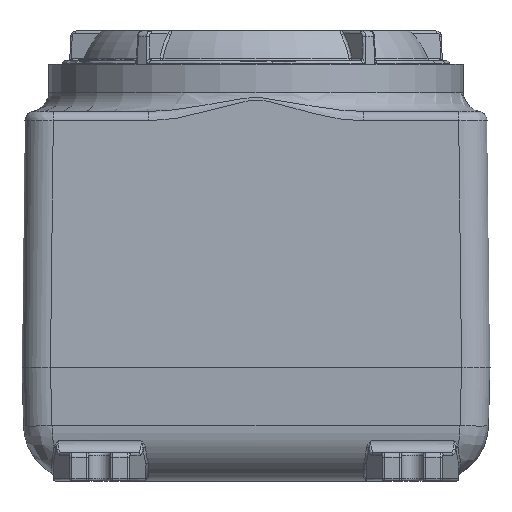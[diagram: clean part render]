
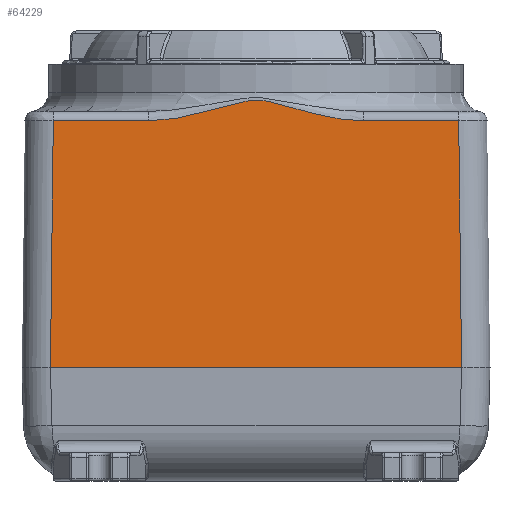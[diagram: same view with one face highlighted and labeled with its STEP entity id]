
A CAD part, front view. The second image highlights one B-rep face of the part: STEP entity #64229.
In plain terms, the highlighted planar face has unit normal (0, -1, 0.012).
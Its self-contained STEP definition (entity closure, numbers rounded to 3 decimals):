
#3426=B_SPLINE_CURVE_WITH_KNOTS('',3,(#125067,#125068,#125069,#125070,#125071,
#125072,#125073,#125074,#125075,#125076,#125077,#125078,#125079,#125080,
#125081,#125082,#125083),.UNSPECIFIED.,.F.,.F.,(4,1,1,1,1,1,1,1,1,1,1,1,
1,1,4),(-14.719,-13.667,-12.616,-10.513,
-9.462,-8.411,-7.71,-7.009,
-6.308,-5.607,-4.906,-4.205,
-2.103,-1.051,0.),.UNSPECIFIED.);
#9727=LINE('',#124962,#16161);
#9735=LINE('',#125045,#16169);
#9740=LINE('',#125062,#16174);
#9741=LINE('',#125066,#16175);
#9742=LINE('',#125084,#16176);
#16161=VECTOR('',#79680,0.394);
#16169=VECTOR('',#79718,0.394);
#16174=VECTOR('',#79737,0.394);
#16175=VECTOR('',#79742,0.394);
#16176=VECTOR('',#79743,0.394);
#18399=PLANE('',#67411);
#22106=FACE_OUTER_BOUND('',#25891,.T.);
#25891=EDGE_LOOP('',(#59845,#59846,#59847,#59848,#59849,#59850));
#32479=VERTEX_POINT('',#124949);
#32483=VERTEX_POINT('',#124961);
#32490=VERTEX_POINT('',#125032);
#32494=VERTEX_POINT('',#125044);
#32499=VERTEX_POINT('',#125061);
#32500=VERTEX_POINT('',#125065);
#41632=EDGE_CURVE('',#32479,#32483,#9727,.T.);
#41650=EDGE_CURVE('',#32494,#32490,#9735,.T.);
#41659=EDGE_CURVE('',#32490,#32499,#9740,.T.);
#41661=EDGE_CURVE('',#32500,#32479,#9741,.T.);
#41662=EDGE_CURVE('',#32499,#32500,#3426,.T.);
#41663=EDGE_CURVE('',#32494,#32483,#9742,.F.);
#59845=ORIENTED_EDGE('',*,*,#41632,.F.);
#59846=ORIENTED_EDGE('',*,*,#41661,.F.);
#59847=ORIENTED_EDGE('',*,*,#41662,.F.);
#59848=ORIENTED_EDGE('',*,*,#41659,.F.);
#59849=ORIENTED_EDGE('',*,*,#41650,.F.);
#59850=ORIENTED_EDGE('',*,*,#41663,.T.);
#64229=ADVANCED_FACE('',(#22106),#18399,.F.);
#67411=AXIS2_PLACEMENT_3D('',#125064,#79740,#79741);
#79680=DIRECTION('',(0.012,-0.012,-1.));
#79718=DIRECTION('',(0.012,0.012,1.));
#79737=DIRECTION('',(1.,0.,0.));
#79740=DIRECTION('center_axis',(0.,1.,-0.012));
#79741=DIRECTION('ref_axis',(0.,0.012,1.));
#79742=DIRECTION('',(1.,0.,0.));
#79743=DIRECTION('',(-1.,0.,0.));
#124949=CARTESIAN_POINT('',(5.347,-5.503,6.503));
#124961=CARTESIAN_POINT('',(5.422,-5.579,0.));
#124962=CARTESIAN_POINT('',(5.422,-5.578,0.056));
#125032=CARTESIAN_POINT('',(-5.347,-5.503,6.503));
#125044=CARTESIAN_POINT('',(-5.422,-5.579,0.));
#125045=CARTESIAN_POINT('',(-5.422,-5.578,0.063));
#125061=CARTESIAN_POINT('',(-2.834,-5.503,6.503));
#125062=CARTESIAN_POINT('',(3.086,-5.503,6.503));
#125064=CARTESIAN_POINT('Origin',(6.172,-5.579,0.));
#125065=CARTESIAN_POINT('',(2.834,-5.503,6.503));
#125066=CARTESIAN_POINT('',(3.086,-5.503,6.503));
#125067=CARTESIAN_POINT('Ctrl Pts',(-2.834,-5.503,
6.503));
#125068=CARTESIAN_POINT('Ctrl Pts',(-2.696,-5.503,
6.503));
#125069=CARTESIAN_POINT('Ctrl Pts',(-2.42,-5.503,
6.52));
#125070=CARTESIAN_POINT('Ctrl Pts',(-1.874,-5.502,
6.603));
#125071=CARTESIAN_POINT('Ctrl Pts',(-1.34,-5.5,
6.74));
#125072=CARTESIAN_POINT('Ctrl Pts',(-0.81,-5.498,
6.894));
#125073=CARTESIAN_POINT('Ctrl Pts',(-0.456,-5.497,
6.993));
#125074=CARTESIAN_POINT('Ctrl Pts',(-0.138,-5.496,
7.053));
#125075=CARTESIAN_POINT('Ctrl Pts',(0.139,-5.496,
7.053));
#125076=CARTESIAN_POINT('Ctrl Pts',(0.411,-5.497,
7.002));
#125077=CARTESIAN_POINT('Ctrl Pts',(0.678,-5.498,
6.932));
#125078=CARTESIAN_POINT('Ctrl Pts',(0.943,-5.499,
6.855));
#125079=CARTESIAN_POINT('Ctrl Pts',(1.384,-5.5,6.728));
#125080=CARTESIAN_POINT('Ctrl Pts',(1.875,-5.502,
6.603));
#125081=CARTESIAN_POINT('Ctrl Pts',(2.42,-5.503,
6.52));
#125082=CARTESIAN_POINT('Ctrl Pts',(2.696,-5.503,
6.503));
#125083=CARTESIAN_POINT('Ctrl Pts',(2.834,-5.503,
6.503));
#125084=CARTESIAN_POINT('',(3.047,-5.579,0.));
